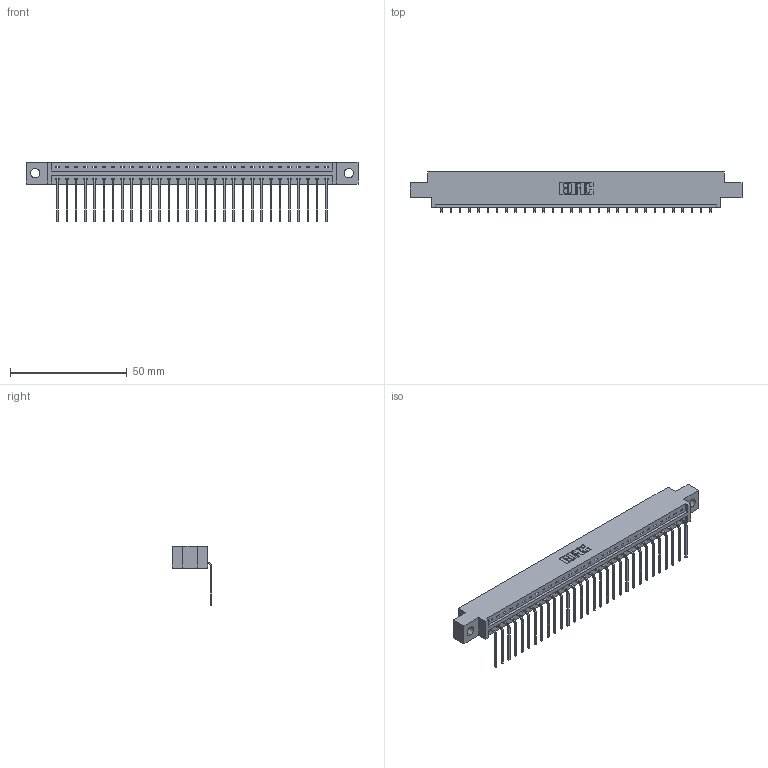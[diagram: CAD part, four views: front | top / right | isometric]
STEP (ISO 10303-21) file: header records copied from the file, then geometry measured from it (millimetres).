
FILE_DESCRIPTION (( 'STEP AP203' ), '1' );
FILE_NAME ('337-030-559-604.STEP', '2019-10-01T00:30:16', ( '' ), ( '' ), 'SwSTEP 2.0', 'SolidWorks 2016', '' );
FILE_SCHEMA (( 'CONFIG_CONTROL_DESIGN' ));
Length unit declared in the file: inch
Products named in the file (3): 337-030-559-604; 345-292-001_558 559 Tail - 1; 337 Part_0.170 Offset - 0.156 Dia-TH
Assembly tree (31 placements, depth 2):
  337-030-559-604
    337 Part_0.170 Offset - 0.156 Dia-TH
    345-292-001_558 559 Tail - 1  x30
Bounding box: 141.88 x 17.09 x 25.53 mm (x, y, z)
Volume: 14490.9 mm3; surface area: 15413.4 mm2
Topology: 31 solids, 31 shells, 2038 faces, 6143 edges, 4054 vertices
Faces by surface type: plane 1514, cylinder 524
Entity records: 24071 total; most frequent: CARTESIAN_POINT 4200, ORIENTED_EDGE 4166, DIRECTION 3559, EDGE_CURVE 2083, VECTOR 1955, LINE 1955, VERTEX_POINT 1386, AXIS2_PLACEMENT_3D 802
